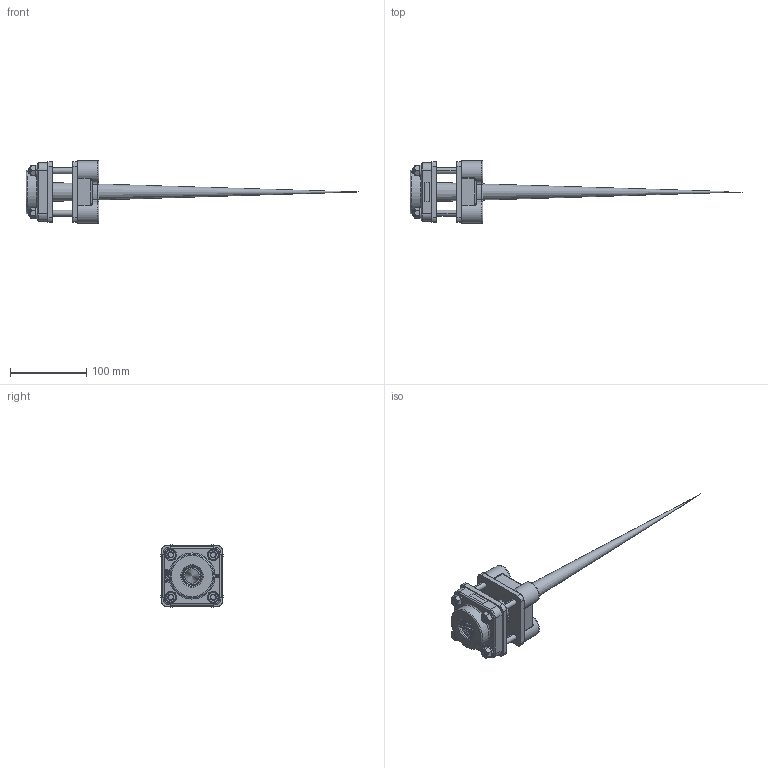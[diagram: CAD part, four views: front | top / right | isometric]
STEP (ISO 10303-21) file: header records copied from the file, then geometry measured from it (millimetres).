
FILE_DESCRIPTION(/* description */ ('3/4" X 1" NPT BOLTED FLANGE, 3" BOLTS, EPDM'),/* implementation_level */ '2;1');
FILE_NAME(/* name */ 'BF0753.stp',/* time_stamp */ '2019-11-09T08:46:07-05:00',/* author */ ('ALR'),/* organization */ (''),/* preprocessor_version */ 'ST-DEVELOPER v17.2',/* originating_system */ 'Autodesk Inventor 2019',/* authorisation */ '');
FILE_SCHEMA (('AUTOMOTIVE_DESIGN { 1 0 10303 214 3 1 1 }'));
Length unit declared in the file: inch
Products named in the file (10): BF0753; V10119; BF101; BF07357; V07357X; BF304A; BF103; BF100GE; V10118; VL1004
Assembly tree (22 placements, depth 3):
  BF0753
    V10119  x4
    BF101
    BF07357
      V07357X
    BF304A  x4
    BF100GE  x2
    BF103  x4
    V10118  x4
    VL1004
Bounding box: 434.71 x 81.69 x 81.69 mm (x, y, z)
Volume: 311631.2 mm3; surface area: 198773.3 mm2
Topology: 21 solids, 21 shells, 1637 faces, 3848 edges, 2330 vertices
Faces by surface type: plane 518, cone 452, cylinder 452, bspline 161, torus 50, sphere 4
Full cylindrical faces by diameter (mm): 4.572 x1, 8.636 x8, 8.738 x4, 8.89 x4, 18.288 x4, 18.847 x8, 18.923 x4, 19.05 x1, 38.1 x2, 57.404 x1
Entity records: 36014 total; most frequent: CARTESIAN_POINT 14637, ORIENTED_EDGE 4576, DIRECTION 3865, EDGE_CURVE 2288, VERTEX_POINT 1452, LINE 1369, VECTOR 1369, AXIS2_PLACEMENT_3D 1248
